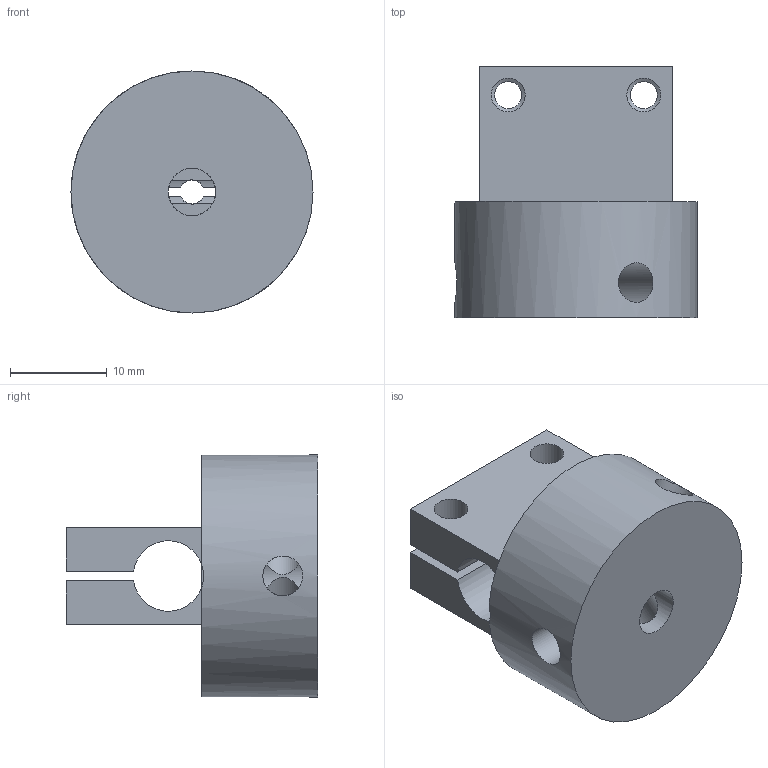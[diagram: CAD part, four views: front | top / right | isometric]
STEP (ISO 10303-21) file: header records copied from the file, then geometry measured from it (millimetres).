
FILE_DESCRIPTION(/* description */ (''),/* implementation_level */ '2;1');
FILE_NAME(/* name */ '20_Cube_Insert_Lightsheet_FEPTube_Rotating_hollomotor_v1.ipt.step',/* time_stamp */ '2022-11-29T08:05:04+01:00',/* author */ ('Prakash Lab'),/* organization */ (''),/* preprocessor_version */ 'ST-DEVELOPER v18.1',/* originating_system */ 'Autodesk Inventor 2022',/* authorisation */ '');
FILE_SCHEMA (('AUTOMOTIVE_DESIGN { 1 0 10303 214 3 1 1 }'));
Length unit declared in the file: millimetre
Products named in the file (1): 20_Cube_Insert_Lightsheet_FEPTube_Rotating_hollomotor_v1
Bounding box: 25 x 26 x 25 mm (x, y, z)
Volume: 6927.3 mm3; surface area: 3963 mm2
Topology: 1 solids, 1 shells, 33 faces, 99 edges, 67 vertices
Faces by surface type: plane 17, cylinder 14, cone 2
Full cylindrical faces by diameter (mm): 2.8 x2, 3.5 x2, 4.116 x3, 4.9 x1, 25 x1
Entity records: 1446 total; most frequent: CARTESIAN_POINT 491, ORIENTED_EDGE 198, DIRECTION 173, EDGE_CURVE 99, VERTEX_POINT 67, AXIS2_PLACEMENT_3D 61, LINE 51, VECTOR 51
